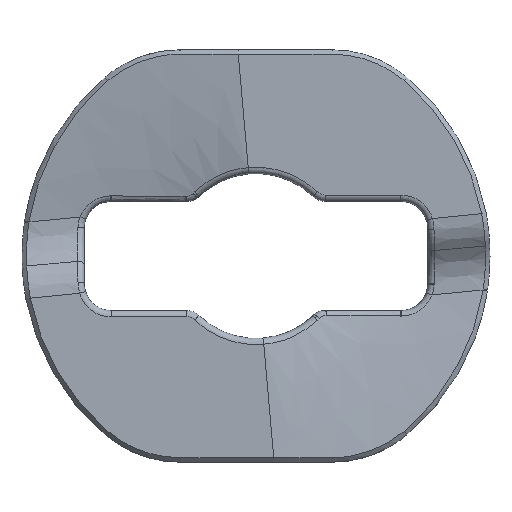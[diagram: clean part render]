
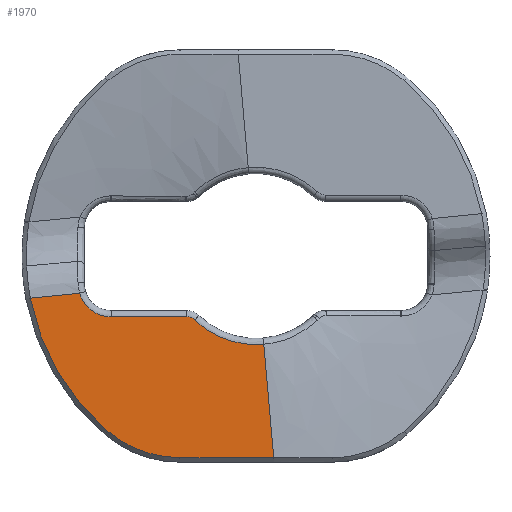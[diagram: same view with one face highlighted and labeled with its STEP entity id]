
A CAD part, top view. The second image highlights one B-rep face of the part: STEP entity #1970.
In plain terms, the highlighted planar face has unit normal (0, 0, 1).
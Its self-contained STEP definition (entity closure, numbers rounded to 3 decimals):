
#38 = ORIENTED_EDGE ( 'NONE', *, *, #96, .T. ) ;
#95 = ORIENTED_EDGE ( 'NONE', *, *, #4234, .T. ) ;
#96 = EDGE_CURVE ( 'NONE', #3211, #2314, #3947, .T. ) ;
#115 = CARTESIAN_POINT ( 'NONE',  ( 0.349, -3.965, 2.85 ) ) ;
#144 = EDGE_CURVE ( 'NONE', #220, #4406, #1389, .T. ) ;
#214 = DIRECTION ( 'NONE',  ( 0., 0., 1. ) ) ;
#220 = VERTEX_POINT ( 'NONE', #841 ) ;
#269 = ORIENTED_EDGE ( 'NONE', *, *, #4468, .T. ) ;
#330 = ORIENTED_EDGE ( 'NONE', *, *, #907, .F. ) ;
#346 = ORIENTED_EDGE ( 'NONE', *, *, #509, .F. ) ;
#509 = EDGE_CURVE ( 'NONE', #3855, #3566, #646, .T. ) ;
#572 = CIRCLE ( 'NONE', #2803, 10.3 ) ;
#619 = PLANE ( 'NONE',  #2776 ) ;
#646 = CIRCLE ( 'NONE', #3525, 5. ) ;
#722 = AXIS2_PLACEMENT_3D ( 'NONE', #3770, #214, #1425 ) ;
#752 = CARTESIAN_POINT ( 'NONE',  ( 0.796, -9.05, 2.85 ) ) ;
#778 = CARTESIAN_POINT ( 'NONE',  ( 0.796, -9.05, 2.85 ) ) ;
#841 = CARTESIAN_POINT ( 'NONE',  ( -2.753, -2.874, 2.85 ) ) ;
#879 = CARTESIAN_POINT ( 'NONE',  ( -8.653, -1.751, 2.85 ) ) ;
#907 = EDGE_CURVE ( 'NONE', #3566, #4285, #572, .T. ) ;
#1046 = DIRECTION ( 'NONE',  ( 0., 0., -1. ) ) ;
#1085 = DIRECTION ( 'NONE',  ( 1., 0., 0. ) ) ;
#1136 = VECTOR ( 'NONE', #1968, 1000. ) ;
#1167 = CARTESIAN_POINT ( 'NONE',  ( -6.5, -2.73, 2.85 ) ) ;
#1174 = B_SPLINE_CURVE_WITH_KNOTS ( 'NONE', 3,
 ( #752, #3807, #1482, #3425, #4245, #2659 ),
 .UNSPECIFIED., .F., .F.,
 ( 4, 2, 4 ),
 ( -0.558, -0.35, -0.048 ),
 .UNSPECIFIED. ) ;
#1204 = DIRECTION ( 'NONE',  ( 1., 0., 0. ) ) ;
#1270 = VECTOR ( 'NONE', #2316, 1000. ) ;
#1379 = CARTESIAN_POINT ( 'NONE',  ( 0., 0., 2.85 ) ) ;
#1389 = CIRCLE ( 'NONE', #722, 0.52 ) ;
#1425 = DIRECTION ( 'NONE',  ( 1., 0., 0. ) ) ;
#1472 = CARTESIAN_POINT ( 'NONE',  ( 0., 0., 2.85 ) ) ;
#1482 = CARTESIAN_POINT ( 'NONE',  ( 0.674, -7.665, 2.85 ) ) ;
#1485 = VERTEX_POINT ( 'NONE', #115 ) ;
#1627 = AXIS2_PLACEMENT_3D ( 'NONE', #2212, #3802, #1085 ) ;
#1746 = CARTESIAN_POINT ( 'NONE',  ( -3.419, -9.05, 2.85 ) ) ;
#1968 = DIRECTION ( 'NONE',  ( -1., 0., 0. ) ) ;
#1970 = ADVANCED_FACE ( 'NONE', ( #4111 ), #619, .T. ) ;
#2096 = DIRECTION ( 'NONE',  ( 0., 0., -1. ) ) ;
#2212 = CARTESIAN_POINT ( 'NONE',  ( -6.501, -1.251, 2.85 ) ) ;
#2269 = ORIENTED_EDGE ( 'NONE', *, *, #2829, .F. ) ;
#2314 = VERTEX_POINT ( 'NONE', #3235 ) ;
#2316 = DIRECTION ( 'NONE',  ( -1., 0., 0. ) ) ;
#2508 = EDGE_CURVE ( 'NONE', #4645, #3855, #3793, .T. ) ;
#2519 = EDGE_LOOP ( 'NONE', ( #95, #38, #2269, #330, #346, #2794, #269, #3597, #3552 ) ) ;
#2535 = DIRECTION ( 'NONE',  ( 1., 0., 0. ) ) ;
#2633 = CARTESIAN_POINT ( 'NONE',  ( -6.5, -2.73, 2.85 ) ) ;
#2659 = CARTESIAN_POINT ( 'NONE',  ( 0.349, -3.965, 2.85 ) ) ;
#2776 = AXIS2_PLACEMENT_3D ( 'NONE', #1379, #4137, #2535 ) ;
#2794 = ORIENTED_EDGE ( 'NONE', *, *, #2508, .F. ) ;
#2803 = AXIS2_PLACEMENT_3D ( 'NONE', #1472, #1046, #4553 ) ;
#2829 = EDGE_CURVE ( 'NONE', #4285, #2314, #4312, .T. ) ;
#2919 = CIRCLE ( 'NONE', #4789, 3.981 ) ;
#3150 = LINE ( 'NONE', #2633, #1270 ) ;
#3162 = CARTESIAN_POINT ( 'NONE',  ( 0.001, 0.001, 2.85 ) ) ;
#3211 = VERTEX_POINT ( 'NONE', #1167 ) ;
#3235 = CARTESIAN_POINT ( 'NONE',  ( -7.918, -1.676, 2.85 ) ) ;
#3238 = CARTESIAN_POINT ( 'NONE',  ( -10.124, -1.896, 2.85 ) ) ;
#3425 = CARTESIAN_POINT ( 'NONE',  ( 0.525, -5.97, 2.85 ) ) ;
#3525 = AXIS2_PLACEMENT_3D ( 'NONE', #4071, #2096, #4867 ) ;
#3552 = ORIENTED_EDGE ( 'NONE', *, *, #144, .T. ) ;
#3566 = VERTEX_POINT ( 'NONE', #4774 ) ;
#3597 = ORIENTED_EDGE ( 'NONE', *, *, #5086, .T. ) ;
#3665 = CARTESIAN_POINT ( 'NONE',  ( -9.388, -1.824, 2.85 ) ) ;
#3693 = CARTESIAN_POINT ( 'NONE',  ( -7.918, -1.676, 2.85 ) ) ;
#3770 = CARTESIAN_POINT ( 'NONE',  ( -3.112, -3.25, 2.85 ) ) ;
#3793 = LINE ( 'NONE', #3884, #1136 ) ;
#3802 = DIRECTION ( 'NONE',  ( 0., 0., -1. ) ) ;
#3807 = CARTESIAN_POINT ( 'NONE',  ( 0.735, -8.358, 2.85 ) ) ;
#3855 = VERTEX_POINT ( 'NONE', #1746 ) ;
#3884 = CARTESIAN_POINT ( 'NONE',  ( -1.709, -9.05, 2.85 ) ) ;
#3947 = CIRCLE ( 'NONE', #1627, 1.479 ) ;
#4071 = CARTESIAN_POINT ( 'NONE',  ( -3.419, -4.05, 2.85 ) ) ;
#4111 = FACE_OUTER_BOUND ( 'NONE', #2519, .T. ) ;
#4137 = DIRECTION ( 'NONE',  ( 0., 0., 1. ) ) ;
#4234 = EDGE_CURVE ( 'NONE', #4406, #3211, #3150, .T. ) ;
#4245 = CARTESIAN_POINT ( 'NONE',  ( 0.437, -4.968, 2.85 ) ) ;
#4285 = VERTEX_POINT ( 'NONE', #3238 ) ;
#4312 = B_SPLINE_CURVE_WITH_KNOTS ( 'NONE', 3,
 ( #4384, #3665, #879, #3693 ),
 .UNSPECIFIED., .F., .F.,
 ( 4, 4 ),
 ( -0.306, -0.084 ),
 .UNSPECIFIED. ) ;
#4384 = CARTESIAN_POINT ( 'NONE',  ( -10.124, -1.896, 2.85 ) ) ;
#4406 = VERTEX_POINT ( 'NONE', #4585 ) ;
#4468 = EDGE_CURVE ( 'NONE', #4645, #1485, #1174, .T. ) ;
#4553 = DIRECTION ( 'NONE',  ( -0.645, 0.764, 0. ) ) ;
#4585 = CARTESIAN_POINT ( 'NONE',  ( -3.112, -2.73, 2.85 ) ) ;
#4645 = VERTEX_POINT ( 'NONE', #778 ) ;
#4718 = DIRECTION ( 'NONE',  ( 0., 0., -1. ) ) ;
#4774 = CARTESIAN_POINT ( 'NONE',  ( -6.644, -7.871, 2.85 ) ) ;
#4789 = AXIS2_PLACEMENT_3D ( 'NONE', #3162, #4718, #1204 ) ;
#4867 = DIRECTION ( 'NONE',  ( -0.645, -0.764, 0. ) ) ;
#5086 = EDGE_CURVE ( 'NONE', #1485, #220, #2919, .T. ) ;
